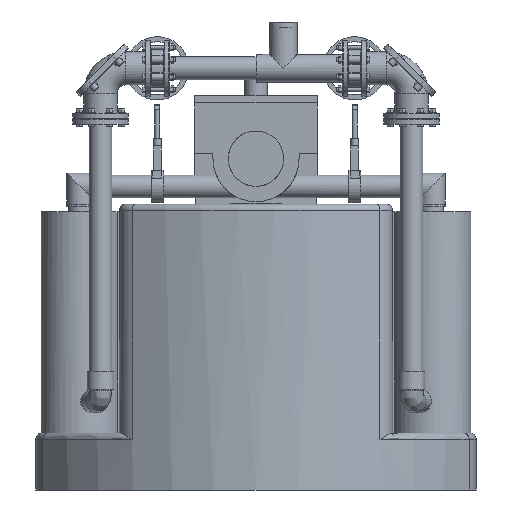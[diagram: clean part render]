
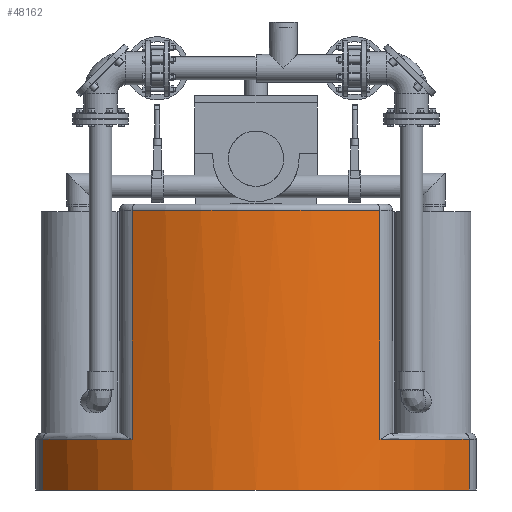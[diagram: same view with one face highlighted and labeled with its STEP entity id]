
A CAD part, left-side view. The second image highlights one B-rep face of the part: STEP entity #48162.
In plain terms, the highlighted cylindrical face has radius 977.526 mm (diameter 1955.05 mm), a partial arc.
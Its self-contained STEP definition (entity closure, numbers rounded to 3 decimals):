
#4078=LINE($,#95418,#8048);
#4157=LINE($,#98295,#8127);
#4164=LINE($,#98326,#8134);
#4165=LINE($,#98328,#8135);
#8048=VECTOR($,#66630,200.);
#8127=VECTOR($,#67149,200.);
#8134=VECTOR($,#67192,905.);
#8135=VECTOR($,#67195,905.);
#15355=FACE_OUTER_BOUND($,#19901,.T.);
#19901=EDGE_LOOP($,(#43876,#43877,#43878,#43879,#43880,#43881,#43882,#43883));
#21763=CIRCLE($,#53482,977.526);
#21823=CIRCLE($,#53596,977.526);
#21830=CIRCLE($,#53611,977.526);
#21848=CIRCLE($,#53649,977.526);
#25973=VERTEX_POINT($,#95415);
#25974=VERTEX_POINT($,#95417);
#26027=VERTEX_POINT($,#95898);
#26029=VERTEX_POINT($,#95904);
#26117=VERTEX_POINT($,#97103);
#26120=VERTEX_POINT($,#97129);
#26130=VERTEX_POINT($,#97572);
#26139=VERTEX_POINT($,#98293);
#31862=EDGE_CURVE($,#25974,#25973,#4078,.T.);
#31929=EDGE_CURVE($,#26029,#26027,#21763,.T.);
#32060=EDGE_CURVE($,#26120,#26117,#21823,.T.);
#32077=EDGE_CURVE($,#26130,#25973,#21830,.T.);
#32096=EDGE_CURVE($,#26139,#26120,#4157,.T.);
#32112=EDGE_CURVE($,#26117,#26029,#4164,.T.);
#32113=EDGE_CURVE($,#25974,#26139,#21848,.T.);
#32114=EDGE_CURVE($,#26027,#26130,#4165,.T.);
#43876=ORIENTED_EDGE($,*,*,#31929,.F.);
#43877=ORIENTED_EDGE($,*,*,#32112,.F.);
#43878=ORIENTED_EDGE($,*,*,#32060,.F.);
#43879=ORIENTED_EDGE($,*,*,#32096,.F.);
#43880=ORIENTED_EDGE($,*,*,#32113,.F.);
#43881=ORIENTED_EDGE($,*,*,#31862,.T.);
#43882=ORIENTED_EDGE($,*,*,#32077,.F.);
#43883=ORIENTED_EDGE($,*,*,#32114,.F.);
#45150=CYLINDRICAL_SURFACE($,#53648,977.526);
#48162=ADVANCED_FACE($,(#15355),#45150,.T.);
#53482=AXIS2_PLACEMENT_3D($,#95906,#66798,#66799);
#53596=AXIS2_PLACEMENT_3D($,#97144,#67079,#67080);
#53611=AXIS2_PLACEMENT_3D($,#97598,#67109,#67110);
#53648=AXIS2_PLACEMENT_3D($,#98325,#67190,#67191);
#53649=AXIS2_PLACEMENT_3D($,#98327,#67193,#67194);
#66630=DIRECTION($,(0.,0.,1.));
#66798=DIRECTION('center_axis',(0.,0.,1.));
#66799=DIRECTION('ref_axis',(-1.,0.,0.));
#67079=DIRECTION('center_axis',(0.,0.,1.));
#67080=DIRECTION('ref_axis',(-0.709,0.705,0.));
#67109=DIRECTION('center_axis',(0.,0.,1.));
#67110=DIRECTION('ref_axis',(-0.709,-0.705,0.));
#67149=DIRECTION($,(0.,0.,1.));
#67190=DIRECTION('center_axis',(0.,0.,1.));
#67191=DIRECTION('ref_axis',(-1.,0.012,0.));
#67192=DIRECTION($,(0.,0.,1.));
#67193=DIRECTION('center_axis',(0.,0.,-1.));
#67194=DIRECTION('ref_axis',(-1.,-0.012,0.));
#67195=DIRECTION($,(0.,0.,-1.));
#95415=CARTESIAN_POINT('',(-495.686,-842.527,200.));
#95417=CARTESIAN_POINT('',(-495.686,-842.527,0.));
#95418=CARTESIAN_POINT($,(-495.686,-842.527,0.));
#95898=CARTESIAN_POINT('',(-845.765,-490.141,1105.));
#95904=CARTESIAN_POINT('',(-845.765,490.141,1105.));
#95906=CARTESIAN_POINT('Origin',(0.,0.,1105.));
#97103=CARTESIAN_POINT('',(-845.765,490.141,200.));
#97129=CARTESIAN_POINT('',(-495.686,842.527,200.));
#97144=CARTESIAN_POINT('Origin',(0.,0.,200.));
#97572=CARTESIAN_POINT('',(-845.765,-490.141,200.));
#97598=CARTESIAN_POINT('Origin',(0.,0.,200.));
#98293=CARTESIAN_POINT('',(-495.686,842.527,0.));
#98295=CARTESIAN_POINT($,(-495.686,842.527,0.));
#98325=CARTESIAN_POINT('Origin',(0.,0.,0.));
#98326=CARTESIAN_POINT($,(-845.765,490.141,0.));
#98327=CARTESIAN_POINT('Origin',(0.,0.,0.));
#98328=CARTESIAN_POINT($,(-845.765,-490.141,0.));
